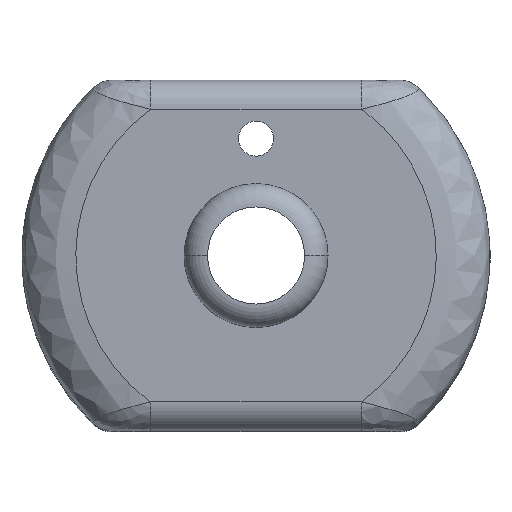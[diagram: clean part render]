
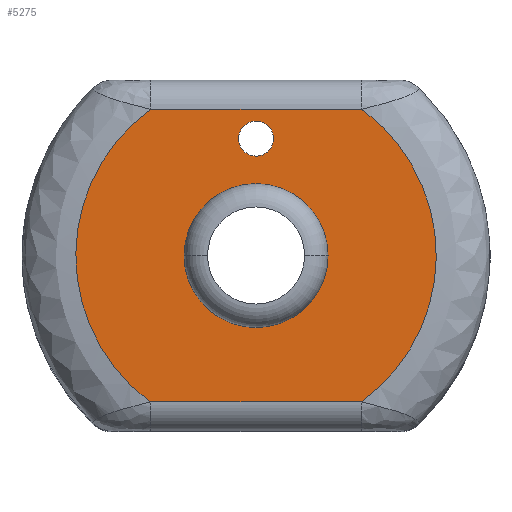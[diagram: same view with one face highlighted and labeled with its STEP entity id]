
A CAD part, top view. The second image highlights one B-rep face of the part: STEP entity #5275.
In plain terms, the highlighted planar face has unit normal (0, 0, 1).
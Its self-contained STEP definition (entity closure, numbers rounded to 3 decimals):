
#20 = CARTESIAN_POINT ( 'NONE',  ( 0., 5., 9.5 ) ) ;
#217 = LINE ( 'NONE', #447, #4707 ) ;
#221 = FACE_OUTER_BOUND ( 'NONE', #5160, .T. ) ;
#366 = FACE_BOUND ( 'NONE', #4699, .T. ) ;
#371 = DIRECTION ( 'NONE',  ( 1., 0., 0. ) ) ;
#382 = CARTESIAN_POINT ( 'NONE',  ( -7.556, 1.512, 9.5 ) ) ;
#401 = CARTESIAN_POINT ( 'NONE',  ( -6.234, 4.56, 9.5 ) ) ;
#419 = CARTESIAN_POINT ( 'NONE',  ( -7.7, 0.303, 9.5 ) ) ;
#432 = CARTESIAN_POINT ( 'NONE',  ( 4.99, -5.895, 9.5 ) ) ;
#444 = CARTESIAN_POINT ( 'NONE',  ( -7.131, -2.969, 9.5 ) ) ;
#447 = CARTESIAN_POINT ( 'NONE',  ( 0., 6.25, 9.5 ) ) ;
#471 = CARTESIAN_POINT ( 'NONE',  ( 7.61, -1.21, 9.5 ) ) ;
#554 = B_SPLINE_CURVE_WITH_KNOTS ( 'NONE', 3,
 ( #5840, #5410, #3366, #401, #4821, #2853, #1847, #382, #1862, #6377, #419, #5856, #2343, #3868, #2412, #6316, #444, #2377, #3885, #2361, #4393, #4895 ),
 .UNSPECIFIED., .F., .F.,
 ( 4, 2, 2, 2, 2, 2, 2, 2, 2, 2, 4 ),
 ( 0.147, 0.235, 0.324, 0.412, 0.456, 0.5, 0.544, 0.588, 0.676, 0.765, 0.853 ),
 .UNSPECIFIED. ) ;
#558 = AXIS2_PLACEMENT_3D ( 'NONE', #5197, #2212, #767 ) ;
#645 = AXIS2_PLACEMENT_3D ( 'NONE', #3295, #887, #371 ) ;
#660 = CARTESIAN_POINT ( 'NONE',  ( 4.497, 6.25, 9.5 ) ) ;
#724 = VERTEX_POINT ( 'NONE', #2988 ) ;
#764 = CIRCLE ( 'NONE', #3282, 3.075 ) ;
#767 = DIRECTION ( 'NONE',  ( -1., 0., 0. ) ) ;
#769 = DIRECTION ( 'NONE',  ( 1., 0., 0. ) ) ;
#887 = DIRECTION ( 'NONE',  ( 0., 0., 1. ) ) ;
#943 = CARTESIAN_POINT ( 'NONE',  ( 6.575, -4.052, 9.5 ) ) ;
#989 = DIRECTION ( 'NONE',  ( 0., 0., -1. ) ) ;
#1075 = DIRECTION ( 'NONE',  ( -1., 0., 0. ) ) ;
#1078 = EDGE_CURVE ( 'NONE', #2187, #2204, #2177, .T. ) ;
#1252 = CARTESIAN_POINT ( 'NONE',  ( 3.075, 0., 9.5 ) ) ;
#1323 = CARTESIAN_POINT ( 'NONE',  ( -4.497, -6.25, 9.5 ) ) ;
#1382 = EDGE_LOOP ( 'NONE', ( #5517, #3823 ) ) ;
#1438 = VECTOR ( 'NONE', #769, 1000. ) ;
#1449 = CARTESIAN_POINT ( 'NONE',  ( 7.682, -0.607, 9.5 ) ) ;
#1806 = ORIENTED_EDGE ( 'NONE', *, *, #3234, .F. ) ;
#1847 = CARTESIAN_POINT ( 'NONE',  ( -7.342, 2.397, 9.5 ) ) ;
#1862 = CARTESIAN_POINT ( 'NONE',  ( -7.61, 1.21, 9.5 ) ) ;
#1954 = CARTESIAN_POINT ( 'NONE',  ( 4.497, -6.25, 9.5 ) ) ;
#2023 = ORIENTED_EDGE ( 'NONE', *, *, #4406, .F. ) ;
#2115 = CARTESIAN_POINT ( 'NONE',  ( 0., 0., 9.5 ) ) ;
#2167 = VERTEX_POINT ( 'NONE', #4179 ) ;
#2177 = B_SPLINE_CURVE_WITH_KNOTS ( 'NONE', 3,
 ( #1954, #432, #3859, #5420, #943, #4870, #2958, #4404, #471, #1449, #5909, #2386, #5866, #2937, #5927, #4849, #4361, #3374, #6453, #5400, #2920, #3436 ),
 .UNSPECIFIED., .F., .F.,
 ( 4, 2, 2, 2, 2, 2, 2, 2, 2, 2, 4 ),
 ( 0.147, 0.235, 0.324, 0.412, 0.456, 0.5, 0.544, 0.588, 0.676, 0.765, 0.853 ),
 .UNSPECIFIED. ) ;
#2187 = VERTEX_POINT ( 'NONE', #4523 ) ;
#2204 = VERTEX_POINT ( 'NONE', #660 ) ;
#2212 = DIRECTION ( 'NONE',  ( 0., 0., 1. ) ) ;
#2215 = CARTESIAN_POINT ( 'NONE',  ( 0., -6.25, 9.5 ) ) ;
#2276 = VERTEX_POINT ( 'NONE', #2631 ) ;
#2343 = CARTESIAN_POINT ( 'NONE',  ( -7.682, -0.606, 9.5 ) ) ;
#2361 = CARTESIAN_POINT ( 'NONE',  ( -5.442, -5.481, 9.5 ) ) ;
#2377 = CARTESIAN_POINT ( 'NONE',  ( -6.575, -4.053, 9.5 ) ) ;
#2386 = CARTESIAN_POINT ( 'NONE',  ( 7.7, 0.304, 9.5 ) ) ;
#2392 = EDGE_CURVE ( 'NONE', #4801, #2187, #5206, .T. ) ;
#2412 = CARTESIAN_POINT ( 'NONE',  ( -7.556, -1.512, 9.5 ) ) ;
#2615 = FACE_BOUND ( 'NONE', #1382, .T. ) ;
#2631 = CARTESIAN_POINT ( 'NONE',  ( -3.075, 0., 9.5 ) ) ;
#2770 = EDGE_CURVE ( 'NONE', #3325, #724, #4256, .T. ) ;
#2853 = CARTESIAN_POINT ( 'NONE',  ( -7.131, 2.969, 9.5 ) ) ;
#2920 = CARTESIAN_POINT ( 'NONE',  ( 4.99, 5.895, 9.5 ) ) ;
#2937 = CARTESIAN_POINT ( 'NONE',  ( 7.61, 1.21, 9.5 ) ) ;
#2958 = CARTESIAN_POINT ( 'NONE',  ( 7.342, -2.397, 9.5 ) ) ;
#2988 = CARTESIAN_POINT ( 'NONE',  ( -0.75, 5., 9.5 ) ) ;
#3063 = DIRECTION ( 'NONE',  ( 0., 0., 1. ) ) ;
#3234 = EDGE_CURVE ( 'NONE', #6057, #2276, #5202, .T. ) ;
#3282 = AXIS2_PLACEMENT_3D ( 'NONE', #2115, #3063, #4515 ) ;
#3284 = CIRCLE ( 'NONE', #645, 0.75 ) ;
#3295 = CARTESIAN_POINT ( 'NONE',  ( 0., 5., 9.5 ) ) ;
#3313 = ORIENTED_EDGE ( 'NONE', *, *, #1078, .T. ) ;
#3325 = VERTEX_POINT ( 'NONE', #5318 ) ;
#3366 = CARTESIAN_POINT ( 'NONE',  ( -5.442, 5.482, 9.5 ) ) ;
#3374 = CARTESIAN_POINT ( 'NONE',  ( 6.575, 4.053, 9.5 ) ) ;
#3436 = CARTESIAN_POINT ( 'NONE',  ( 4.497, 6.25, 9.5 ) ) ;
#3499 = ORIENTED_EDGE ( 'NONE', *, *, #2392, .T. ) ;
#3556 = PLANE ( 'NONE',  #3937 ) ;
#3733 = ORIENTED_EDGE ( 'NONE', *, *, #6136, .T. ) ;
#3823 = ORIENTED_EDGE ( 'NONE', *, *, #5938, .F. ) ;
#3859 = CARTESIAN_POINT ( 'NONE',  ( 5.442, -5.482, 9.5 ) ) ;
#3868 = CARTESIAN_POINT ( 'NONE',  ( -7.61, -1.21, 9.5 ) ) ;
#3885 = CARTESIAN_POINT ( 'NONE',  ( -6.233, -4.561, 9.5 ) ) ;
#3937 = AXIS2_PLACEMENT_3D ( 'NONE', #4959, #989, #1075 ) ;
#4179 = CARTESIAN_POINT ( 'NONE',  ( -4.497, 6.25, 9.5 ) ) ;
#4256 = CIRCLE ( 'NONE', #6149, 0.75 ) ;
#4320 = DIRECTION ( 'NONE',  ( -1., 0., 0. ) ) ;
#4361 = CARTESIAN_POINT ( 'NONE',  ( 7.131, 2.969, 9.5 ) ) ;
#4393 = CARTESIAN_POINT ( 'NONE',  ( -4.99, -5.895, 9.5 ) ) ;
#4404 = CARTESIAN_POINT ( 'NONE',  ( 7.556, -1.512, 9.5 ) ) ;
#4406 = EDGE_CURVE ( 'NONE', #2276, #6057, #764, .T. ) ;
#4408 = DIRECTION ( 'NONE',  ( 0., 0., 1. ) ) ;
#4515 = DIRECTION ( 'NONE',  ( -1., 0., 0. ) ) ;
#4523 = CARTESIAN_POINT ( 'NONE',  ( 4.497, -6.25, 9.5 ) ) ;
#4699 = EDGE_LOOP ( 'NONE', ( #2023, #1806 ) ) ;
#4707 = VECTOR ( 'NONE', #4320, 1000. ) ;
#4801 = VERTEX_POINT ( 'NONE', #1323 ) ;
#4821 = CARTESIAN_POINT ( 'NONE',  ( -6.575, 4.052, 9.5 ) ) ;
#4849 = CARTESIAN_POINT ( 'NONE',  ( 7.342, 2.397, 9.5 ) ) ;
#4870 = CARTESIAN_POINT ( 'NONE',  ( 7.131, -2.969, 9.5 ) ) ;
#4895 = CARTESIAN_POINT ( 'NONE',  ( -4.497, -6.25, 9.5 ) ) ;
#4911 = DIRECTION ( 'NONE',  ( 1., 0., 0. ) ) ;
#4956 = EDGE_CURVE ( 'NONE', #2167, #4801, #554, .T. ) ;
#4959 = CARTESIAN_POINT ( 'NONE',  ( 0., 0., 9.5 ) ) ;
#5160 = EDGE_LOOP ( 'NONE', ( #6166, #3499, #3313, #3733 ) ) ;
#5197 = CARTESIAN_POINT ( 'NONE',  ( 0., 0., 9.5 ) ) ;
#5202 = CIRCLE ( 'NONE', #558, 3.075 ) ;
#5206 = LINE ( 'NONE', #2215, #1438 ) ;
#5275 = ADVANCED_FACE ( 'NONE', ( #2615, #366, #221 ), #3556, .F. ) ;
#5318 = CARTESIAN_POINT ( 'NONE',  ( 0.75, 5., 9.5 ) ) ;
#5400 = CARTESIAN_POINT ( 'NONE',  ( 5.442, 5.481, 9.5 ) ) ;
#5410 = CARTESIAN_POINT ( 'NONE',  ( -4.99, 5.895, 9.5 ) ) ;
#5420 = CARTESIAN_POINT ( 'NONE',  ( 6.234, -4.56, 9.5 ) ) ;
#5517 = ORIENTED_EDGE ( 'NONE', *, *, #2770, .F. ) ;
#5840 = CARTESIAN_POINT ( 'NONE',  ( -4.497, 6.25, 9.5 ) ) ;
#5856 = CARTESIAN_POINT ( 'NONE',  ( -7.7, -0.304, 9.5 ) ) ;
#5866 = CARTESIAN_POINT ( 'NONE',  ( 7.682, 0.606, 9.5 ) ) ;
#5909 = CARTESIAN_POINT ( 'NONE',  ( 7.7, -0.303, 9.5 ) ) ;
#5927 = CARTESIAN_POINT ( 'NONE',  ( 7.556, 1.512, 9.5 ) ) ;
#5938 = EDGE_CURVE ( 'NONE', #724, #3325, #3284, .T. ) ;
#6057 = VERTEX_POINT ( 'NONE', #1252 ) ;
#6136 = EDGE_CURVE ( 'NONE', #2204, #2167, #217, .T. ) ;
#6149 = AXIS2_PLACEMENT_3D ( 'NONE', #20, #4408, #4911 ) ;
#6166 = ORIENTED_EDGE ( 'NONE', *, *, #4956, .T. ) ;
#6316 = CARTESIAN_POINT ( 'NONE',  ( -7.342, -2.397, 9.5 ) ) ;
#6377 = CARTESIAN_POINT ( 'NONE',  ( -7.682, 0.607, 9.5 ) ) ;
#6453 = CARTESIAN_POINT ( 'NONE',  ( 6.233, 4.561, 9.5 ) ) ;
